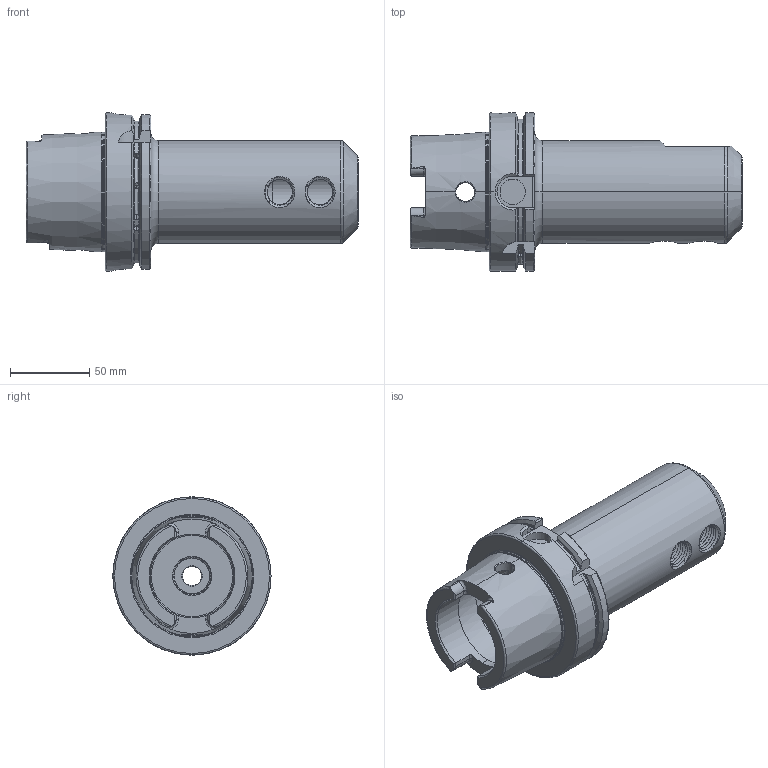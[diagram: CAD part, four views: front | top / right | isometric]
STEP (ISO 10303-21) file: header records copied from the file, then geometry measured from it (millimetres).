
FILE_DESCRIPTION (( 'STEP AP203' ), '1' );
FILE_NAME ('A100.04.25.2.STEP', '2016-10-06T08:56:39', ( '' ), ( '' ), 'SwSTEP 2.0', 'SolidWorks 2012', '' );
FILE_SCHEMA (( 'CONFIG_CONTROL_DESIGN' ));
Length unit declared in the file: millimetre
Products named in the file (1): A100.04.25.2
Bounding box: 210 x 100 x 100 mm (x, y, z)
Volume: 626130.4 mm3; surface area: 87127.9 mm2
Topology: 1 solids, 1 shells, 261 faces, 719 edges, 456 vertices
Faces by surface type: cylinder 99, plane 49, bspline 41, torus 38, cone 34
Entity records: 47615 total; most frequent: CARTESIAN_POINT 41663, ORIENTED_EDGE 1418, DIRECTION 1008, EDGE_CURVE 709, VERTEX_POINT 456, AXIS2_PLACEMENT_3D 410, EDGE_LOOP 277, FACE_OUTER_BOUND 261
